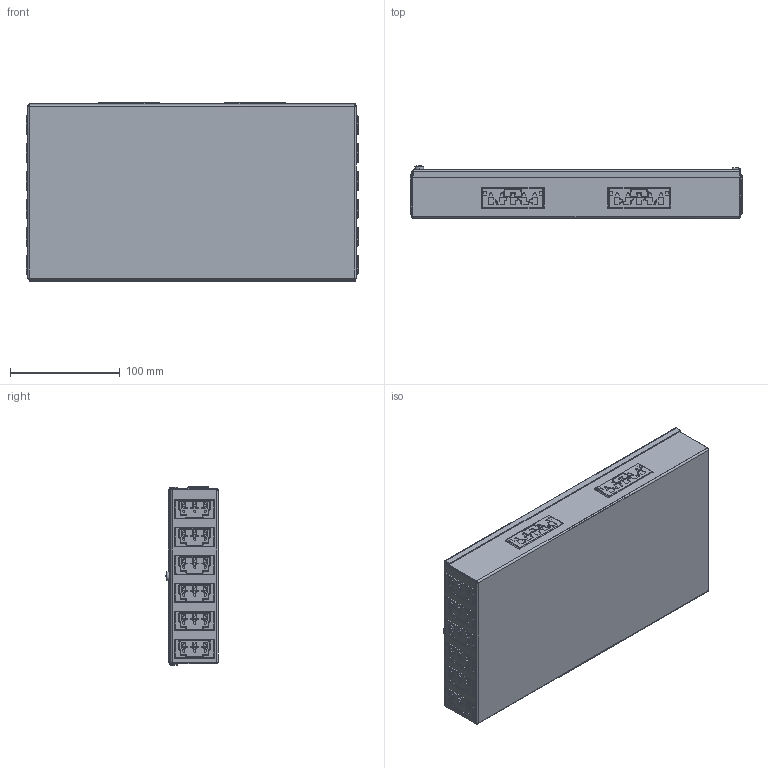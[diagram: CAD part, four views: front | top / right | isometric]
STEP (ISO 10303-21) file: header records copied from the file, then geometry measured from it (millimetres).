
FILE_DESCRIPTION (( 'STEP AP214' ), '1' );
FILE_NAME ('6107990.stp', '2020-12-04T09:44:14', ( '' ), ( '' ), 'SwSTEP 2.0', 'SolidWorks 2020', '' );
FILE_SCHEMA (( 'AUTOMOTIVE_DESIGN' ));
Length unit declared in the file: millimetre
Products named in the file (8): 35104466_Standard; 006639T1_12-fach Erdung Anschlusszustand; P_07700703_1_schwarz; P_07700715_1_weiá; 6107990; 43829_43829B; 006639_12-fach Verdrahtungszustand; P_07700715_1_schwarz
Assembly tree (18 placements, depth 3):
  6107990
    006639_12-fach Verdrahtungszustand
      006639T1_12-fach Erdung Anschlusszustand
    43829_43829B
    35104466_Standard
    P_07700703_1_schwarz  x12
    P_07700715_1_schwarz
    P_07700715_1_weiá
Bounding box: 303 x 47.78 x 162.75 mm (x, y, z)
Volume: 459222.6 mm3; surface area: 344792.7 mm2
Topology: 17 solids, 17 shells, 2781 faces, 7263 edges, 4604 vertices
Faces by surface type: plane 1780, cylinder 725, bspline 196, cone 58, torus 18, sphere 4
Entity records: 31428 total; most frequent: CARTESIAN_POINT 5560, ORIENTED_EDGE 4136, DIRECTION 3836, EDGE_CURVE 2068, LINE 1536, VECTOR 1536, VERTEX_POINT 1326, AXIS2_PLACEMENT_3D 1150
